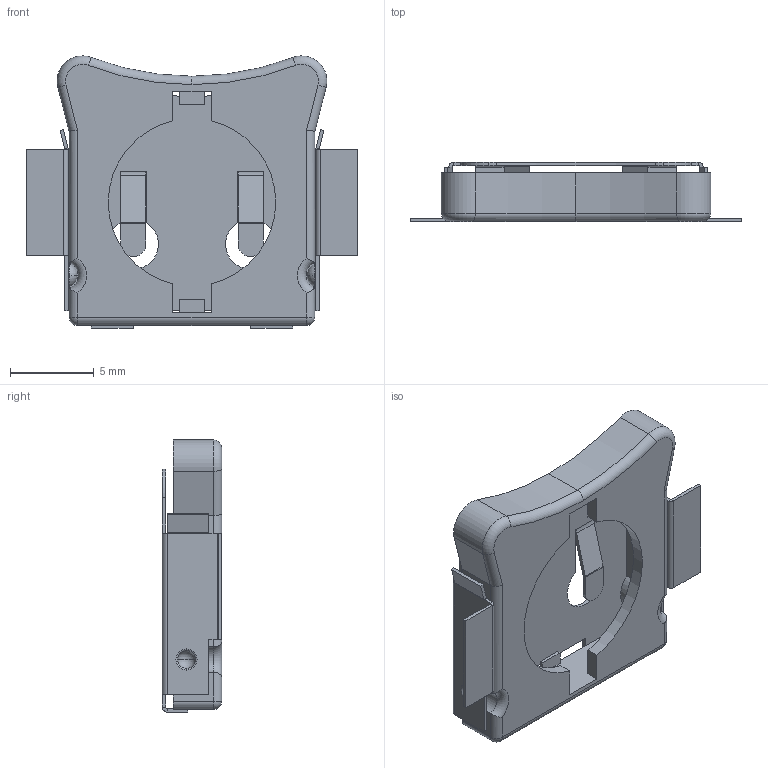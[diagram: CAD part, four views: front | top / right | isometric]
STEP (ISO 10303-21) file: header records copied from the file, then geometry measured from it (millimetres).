
FILE_DESCRIPTION (( 'STEP AP214' ), '1' );
FILE_NAME ('BHX1-1225-SM.STEP', '2020-01-08T22:38:46', ( '' ), ( '' ), 'SwSTEP 2.0', 'SolidWorks 2017', '' );
FILE_SCHEMA (( 'AUTOMOTIVE_DESIGN' ));
Length unit declared in the file: millimetre
Products named in the file (1): BHX1-1225-SM
Bounding box: 19.81 x 3.55 x 16.25 mm (x, y, z)
Volume: 258.7 mm3; surface area: 1219.4 mm2
Topology: 2 solids, 2 shells, 213 faces, 508 edges, 301 vertices
Faces by surface type: plane 133, cylinder 56, torus 14, sphere 10
Entity records: 6090 total; most frequent: DIRECTION 1083, CARTESIAN_POINT 1047, ORIENTED_EDGE 1012, EDGE_CURVE 506, AXIS2_PLACEMENT_3D 369, VECTOR 345, LINE 345, VERTEX_POINT 301
